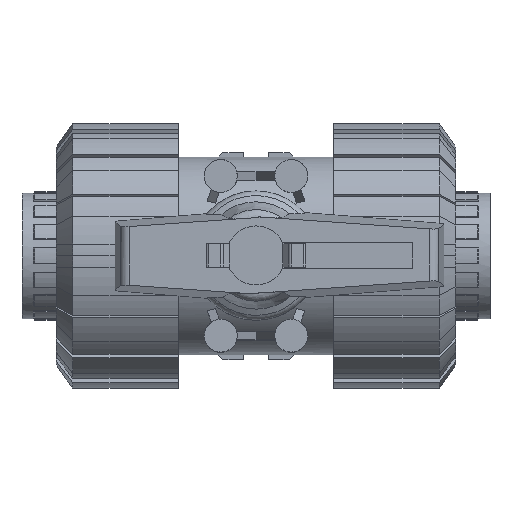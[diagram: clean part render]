
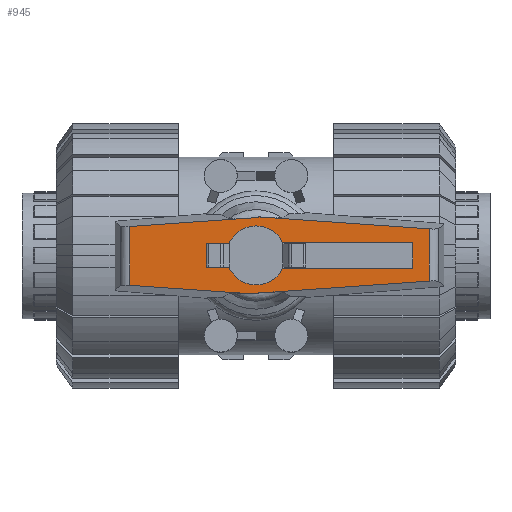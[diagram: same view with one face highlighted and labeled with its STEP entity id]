
A CAD part, top view. The second image highlights one B-rep face of the part: STEP entity #945.
In plain terms, the highlighted planar face has unit normal (0, 0, 1).
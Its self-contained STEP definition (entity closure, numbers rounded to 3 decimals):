
#945=ADVANCED_FACE('',(#2265,#2266),#2267,.T.);
#2265=FACE_BOUND('',#4031,.T.);
#2266=FACE_OUTER_BOUND('',#4032,.T.);
#2267=PLANE('',#4033);
#4031=EDGE_LOOP('',(#6459,#6460,#6461,#6462,#6463,#6464,#6465,#6466));
#4032=EDGE_LOOP('',(#6467,#6468,#6469,#6470,#6471,#6472,#6473,#6474));
#4033=AXIS2_PLACEMENT_3D('',#6475,#6476,#6477);
#6459=ORIENTED_EDGE('',*,*,#11181,.T.);
#6460=ORIENTED_EDGE('',*,*,#11266,.T.);
#6461=ORIENTED_EDGE('',*,*,#11344,.T.);
#6462=ORIENTED_EDGE('',*,*,#11271,.T.);
#6463=ORIENTED_EDGE('',*,*,#11170,.T.);
#6464=ORIENTED_EDGE('',*,*,#11166,.T.);
#6465=ORIENTED_EDGE('',*,*,#11162,.T.);
#6466=ORIENTED_EDGE('',*,*,#11157,.T.);
#6467=ORIENTED_EDGE('',*,*,#11381,.T.);
#6468=ORIENTED_EDGE('',*,*,#11431,.T.);
#6469=ORIENTED_EDGE('',*,*,#11418,.T.);
#6470=ORIENTED_EDGE('',*,*,#11408,.T.);
#6471=ORIENTED_EDGE('',*,*,#11400,.T.);
#6472=ORIENTED_EDGE('',*,*,#11433,.F.);
#6473=ORIENTED_EDGE('',*,*,#11335,.T.);
#6474=ORIENTED_EDGE('',*,*,#11373,.T.);
#6475=CARTESIAN_POINT('',(3.932,0.0,103.5));
#6476=DIRECTION('',(0.0,0.0,1.0));
#6477=DIRECTION('',(1.0,0.0,0.0));
#11157=EDGE_CURVE('',#13445,#13446,#13447,.T.);
#11162=EDGE_CURVE('',#13454,#13445,#13455,.T.);
#11166=EDGE_CURVE('',#13460,#13454,#13461,.T.);
#11170=EDGE_CURVE('',#13466,#13460,#13467,.T.);
#11181=EDGE_CURVE('',#13446,#13481,#13482,.T.);
#11266=EDGE_CURVE('',#13481,#13600,#13602,.T.);
#11271=EDGE_CURVE('',#13608,#13466,#13609,.T.);
#11335=EDGE_CURVE('',#13716,#13714,#13717,.T.);
#11344=EDGE_CURVE('',#13600,#13608,#13729,.T.);
#11373=EDGE_CURVE('',#13714,#13766,#13768,.T.);
#11381=EDGE_CURVE('',#13766,#13781,#13783,.T.);
#11400=EDGE_CURVE('',#13813,#13811,#13814,.T.);
#11408=EDGE_CURVE('',#13827,#13813,#13828,.T.);
#11418=EDGE_CURVE('',#13839,#13827,#13840,.T.);
#11431=EDGE_CURVE('',#13781,#13839,#13858,.T.);
#11433=EDGE_CURVE('',#13716,#13811,#13860,.T.);
#13445=VERTEX_POINT('',#16820);
#13446=VERTEX_POINT('',#16821);
#13447=LINE('',#16822,#16823);
#13454=VERTEX_POINT('',#16833);
#13455=LINE('',#16834,#16835);
#13460=VERTEX_POINT('',#16842);
#13461=LINE('',#16843,#16844);
#13466=VERTEX_POINT('',#16851);
#13467=CIRCLE('',#16852,6.286);
#13481=VERTEX_POINT('',#16870);
#13482=CIRCLE('',#16871,6.286);
#13600=VERTEX_POINT('',#17032);
#13602=LINE('',#17035,#17036);
#13608=VERTEX_POINT('',#17044);
#13609=LINE('',#17045,#17046);
#13714=VERTEX_POINT('',#17402);
#13716=VERTEX_POINT('',#17405);
#13717=LINE('',#17406,#17407);
#13729=LINE('',#17423,#17424);
#13766=VERTEX_POINT('',#17520);
#13768=LINE('',#17523,#17524);
#13781=VERTEX_POINT('',#17540);
#13783=LINE('',#17542,#17543);
#13811=VERTEX_POINT('',#17633);
#13813=VERTEX_POINT('',#17635);
#13814=LINE('',#17636,#17637);
#13827=VERTEX_POINT('',#17723);
#13828=LINE('',#17724,#17725);
#13839=VERTEX_POINT('',#17761);
#13840=LINE('',#17762,#17763);
#13858=LINE('',#17819,#17820);
#13860=LINE('',#17822,#17823);
#16820=CARTESIAN_POINT('',(33.333,-2.75,103.5));
#16821=CARTESIAN_POINT('',(5.652,-2.75,103.5));
#16822=CARTESIAN_POINT('',(10.299,-2.75,103.5));
#16823=VECTOR('',#23262,1.0);
#16833=CARTESIAN_POINT('',(33.333,2.75,103.5));
#16834=CARTESIAN_POINT('',(33.333,0.0,103.5));
#16835=VECTOR('',#23266,1.0);
#16842=CARTESIAN_POINT('',(5.652,2.75,103.5));
#16843=CARTESIAN_POINT('',(10.299,2.75,103.5));
#16844=VECTOR('',#23269,1.0);
#16851=CARTESIAN_POINT('',(-5.778,2.475,103.5));
#16852=AXIS2_PLACEMENT_3D('',#23272,#23273,#23274);
#16870=CARTESIAN_POINT('',(-5.778,-2.475,103.5));
#16871=AXIS2_PLACEMENT_3D('',#23288,#23289,#23290);
#17032=CARTESIAN_POINT('',(-10.633,-2.475,103.5));
#17035=CARTESIAN_POINT('',(-1.986,-2.475,103.5));
#17036=VECTOR('',#23377,1.0);
#17044=CARTESIAN_POINT('',(-10.633,2.475,103.5));
#17045=CARTESIAN_POINT('',(-1.986,2.475,103.5));
#17046=VECTOR('',#23380,1.0);
#17402=CARTESIAN_POINT('',(0.429,8.204,103.5));
#17405=CARTESIAN_POINT('',(36.912,5.652,103.5));
#17406=CARTESIAN_POINT('',(21.382,6.738,103.5));
#17407=VECTOR('',#23432,1.0);
#17423=CARTESIAN_POINT('',(-10.633,3.713,103.5));
#17424=VECTOR('',#23443,1.0);
#17520=CARTESIAN_POINT('',(0.438,8.069,103.5));
#17523=CARTESIAN_POINT('',(0.077,13.236,103.5));
#17524=VECTOR('',#23461,1.0);
#17540=CARTESIAN_POINT('',(-26.912,6.157,103.5));
#17542=CARTESIAN_POINT('',(-3.003,7.829,103.5));
#17543=VECTOR('',#23474,1.0);
#17633=CARTESIAN_POINT('',(36.912,-5.457,103.5));
#17635=CARTESIAN_POINT('',(-0.438,-8.069,103.5));
#17636=CARTESIAN_POINT('',(22.058,-6.496,103.5));
#17637=VECTOR('',#23498,1.0);
#17723=CARTESIAN_POINT('',(-0.429,-8.204,103.5));
#17724=CARTESIAN_POINT('',(-0.676,-4.669,103.5));
#17725=VECTOR('',#23500,1.0);
#17761=CARTESIAN_POINT('',(-26.912,-6.352,103.5));
#17762=CARTESIAN_POINT('',(-3.705,-7.974,103.5));
#17763=VECTOR('',#23505,1.0);
#17819=CARTESIAN_POINT('',(-26.912,9.9,103.5));
#17820=VECTOR('',#23516,1.0);
#17822=CARTESIAN_POINT('',(36.912,9.9,103.5));
#17823=VECTOR('',#23517,1.0);
#23262=DIRECTION('',(-1.0,0.0,0.0));
#23266=DIRECTION('',(0.0,-1.0,0.0));
#23269=DIRECTION('',(1.0,0.0,-0.0));
#23272=CARTESIAN_POINT('',(0.0,0.0,103.5));
#23273=DIRECTION('',(0.0,0.0,-1.0));
#23274=DIRECTION('',(1.0,0.0,0.0));
#23288=CARTESIAN_POINT('',(0.0,0.0,103.5));
#23289=DIRECTION('',(0.0,0.0,-1.0));
#23290=DIRECTION('',(1.0,0.0,0.0));
#23377=DIRECTION('',(-1.0,0.0,0.0));
#23380=DIRECTION('',(1.0,0.0,0.0));
#23432=DIRECTION('',(-0.998,0.07,0.0));
#23443=DIRECTION('',(0.0,1.0,-0.0));
#23461=DIRECTION('',(0.07,-0.998,0.0));
#23474=DIRECTION('',(-0.998,-0.07,0.0));
#23498=DIRECTION('',(0.998,0.07,-0.0));
#23500=DIRECTION('',(-0.07,0.998,0.0));
#23505=DIRECTION('',(0.998,-0.07,0.0));
#23516=DIRECTION('',(0.0,-1.0,0.0));
#23517=DIRECTION('',(0.0,-1.0,0.0));
